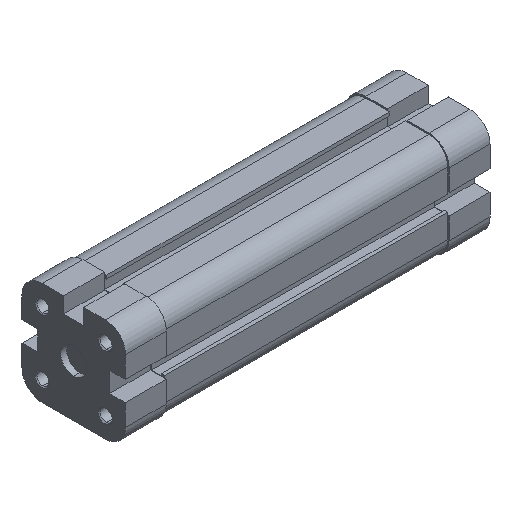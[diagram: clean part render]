
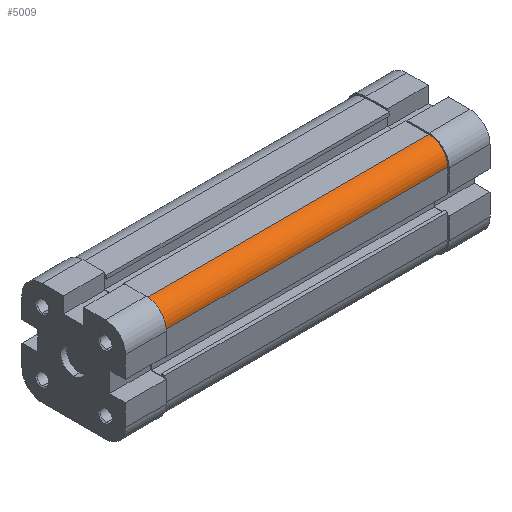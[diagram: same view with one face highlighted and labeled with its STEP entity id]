
A CAD part, isometric view. The second image highlights one B-rep face of the part: STEP entity #5009.
In plain terms, the highlighted cylindrical face has radius 6.5 mm (diameter 13 mm), a partial arc.
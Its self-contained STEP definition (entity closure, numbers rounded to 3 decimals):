
#59 = EDGE_LOOP ( 'NONE', ( #2773, #2772, #2771, #2770 ) ) ;
#1044 = CARTESIAN_POINT ( 'NONE',  ( 35., 6.5, -98.5 ) ) ;
#1050 = CARTESIAN_POINT ( 'NONE',  ( 35., 6.5, 0. ) ) ;
#1083 = VERTEX_POINT ( 'NONE', #1050 ) ;
#1092 = VERTEX_POINT ( 'NONE', #1044 ) ;
#1884 = VERTEX_POINT ( 'NONE', #5396 ) ;
#2074 = CYLINDRICAL_SURFACE ( 'NONE', #4727, 6.5 ) ;
#2075 = FACE_OUTER_BOUND ( 'NONE', #59, .T. ) ;
#2659 = VERTEX_POINT ( 'NONE', #5401 ) ;
#2770 = ORIENTED_EDGE ( 'NONE', *, *, #4159, .T. ) ;
#2771 = ORIENTED_EDGE ( 'NONE', *, *, #4137, .T. ) ;
#2772 = ORIENTED_EDGE ( 'NONE', *, *, #4133, .F. ) ;
#2773 = ORIENTED_EDGE ( 'NONE', *, *, #4132, .F. ) ;
#3484 = VECTOR ( 'NONE', #6205, 1000. ) ;
#3485 = LINE ( 'NONE', #6204, #3484 ) ;
#3497 = CIRCLE ( 'NONE', #4510, 6.5 ) ;
#3506 = CIRCLE ( 'NONE', #4509, 6.5 ) ;
#3536 = VECTOR ( 'NONE', #6266, 1000. ) ;
#3541 = LINE ( 'NONE', #6260, #3536 ) ;
#4132 = EDGE_CURVE ( 'NONE', #1884, #1083, #3497, .T. ) ;
#4133 = EDGE_CURVE ( 'NONE', #2659, #1884, #3485, .T. ) ;
#4137 = EDGE_CURVE ( 'NONE', #2659, #1092, #3506, .T. ) ;
#4159 = EDGE_CURVE ( 'NONE', #1092, #1083, #3541, .T. ) ;
#4509 = AXIS2_PLACEMENT_3D ( 'NONE', #6213, #6214, #6215 ) ;
#4510 = AXIS2_PLACEMENT_3D ( 'NONE', #6200, #6202, #6203 ) ;
#4727 = AXIS2_PLACEMENT_3D ( 'NONE', #7242, #7241, #7240 ) ;
#5009 = ADVANCED_FACE ( 'NONE', ( #2075 ), #2074, .T. ) ;
#5396 = CARTESIAN_POINT ( 'NONE',  ( 28.5, 0., 0. ) ) ;
#5401 = CARTESIAN_POINT ( 'NONE',  ( 28.5, 0., -98.5 ) ) ;
#6200 = CARTESIAN_POINT ( 'NONE',  ( 28.5, 6.5, 0. ) ) ;
#6202 = DIRECTION ( 'NONE',  ( 0., 0., 1. ) ) ;
#6203 = DIRECTION ( 'NONE',  ( 1., 0., 0. ) ) ;
#6204 = CARTESIAN_POINT ( 'NONE',  ( 28.5, 0., -98.5 ) ) ;
#6205 = DIRECTION ( 'NONE',  ( 0., 0., 1. ) ) ;
#6213 = CARTESIAN_POINT ( 'NONE',  ( 28.5, 6.5, -98.5 ) ) ;
#6214 = DIRECTION ( 'NONE',  ( 0., 0., 1. ) ) ;
#6215 = DIRECTION ( 'NONE',  ( 1., 0., 0. ) ) ;
#6260 = CARTESIAN_POINT ( 'NONE',  ( 35., 6.5, -98.5 ) ) ;
#6266 = DIRECTION ( 'NONE',  ( 0., 0., 1. ) ) ;
#7240 = DIRECTION ( 'NONE',  ( 1., 0., 0. ) ) ;
#7241 = DIRECTION ( 'NONE',  ( 0., 0., 1. ) ) ;
#7242 = CARTESIAN_POINT ( 'NONE',  ( 28.5, 6.5, -98.5 ) ) ;
